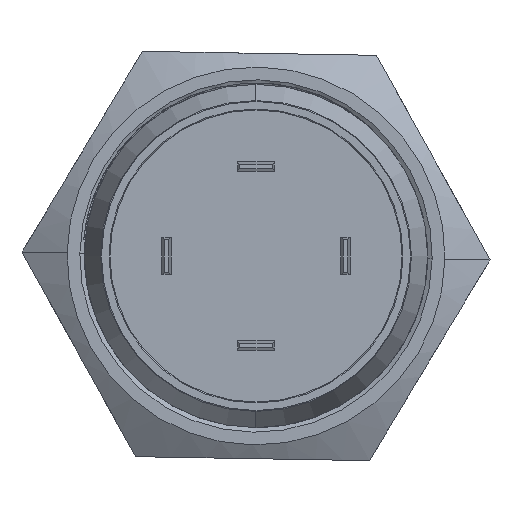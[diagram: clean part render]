
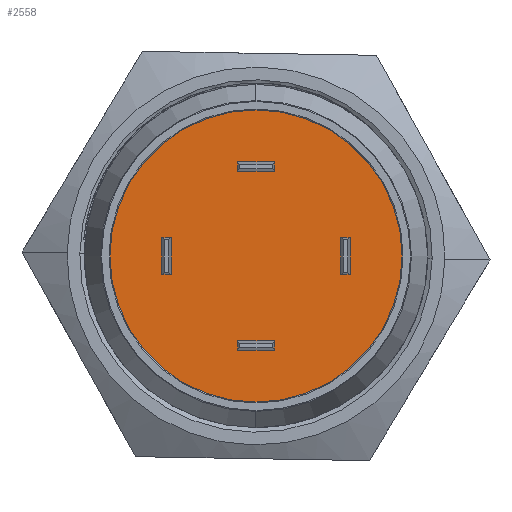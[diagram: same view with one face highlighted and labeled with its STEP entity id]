
A CAD part, front view. The second image highlights one B-rep face of the part: STEP entity #2558.
In plain terms, the highlighted planar face has unit normal (0, -1, 0).
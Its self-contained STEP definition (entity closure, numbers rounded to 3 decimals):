
#6 = LINE ( 'NONE', #7942, #6793 ) ;
#107 = CARTESIAN_POINT ( 'NONE',  ( -5.15, 0., 1. ) ) ;
#121 = LINE ( 'NONE', #3888, #409 ) ;
#255 = VERTEX_POINT ( 'NONE', #7214 ) ;
#271 = VERTEX_POINT ( 'NONE', #391 ) ;
#391 = CARTESIAN_POINT ( 'NONE',  ( 4.65, 0., -1. ) ) ;
#409 = VECTOR ( 'NONE', #3256, 1000. ) ;
#456 = DIRECTION ( 'NONE',  ( 0., -1., 0. ) ) ;
#468 = EDGE_CURVE ( 'NONE', #4634, #5362, #5713, .T. ) ;
#565 = VERTEX_POINT ( 'NONE', #1250 ) ;
#611 = CARTESIAN_POINT ( 'NONE',  ( -5.15, 0., -1. ) ) ;
#706 = ORIENTED_EDGE ( 'NONE', *, *, #2984, .T. ) ;
#711 = CARTESIAN_POINT ( 'NONE',  ( -4.65, 0., -1. ) ) ;
#796 = DIRECTION ( 'NONE',  ( -1., 0., 0. ) ) ;
#840 = EDGE_LOOP ( 'NONE', ( #4037, #3029, #7925, #4662 ) ) ;
#921 = ORIENTED_EDGE ( 'NONE', *, *, #468, .F. ) ;
#985 = AXIS2_PLACEMENT_3D ( 'NONE', #2778, #7102, #3394 ) ;
#1003 = CARTESIAN_POINT ( 'NONE',  ( 5.15, 0., 1. ) ) ;
#1039 = CARTESIAN_POINT ( 'NONE',  ( 1., 0., -5.15 ) ) ;
#1069 = DIRECTION ( 'NONE',  ( 1., 0., 0. ) ) ;
#1141 = DIRECTION ( 'NONE',  ( 0., 0., -1. ) ) ;
#1250 = CARTESIAN_POINT ( 'NONE',  ( -4.65, 0., 1. ) ) ;
#1346 = FACE_BOUND ( 'NONE', #4833, .T. ) ;
#1367 = CARTESIAN_POINT ( 'NONE',  ( 1., 0., -4.65 ) ) ;
#1464 = CARTESIAN_POINT ( 'NONE',  ( 1., 0., -5.15 ) ) ;
#1465 = VECTOR ( 'NONE', #5036, 1000. ) ;
#1518 = CARTESIAN_POINT ( 'NONE',  ( 5.15, 0., 1. ) ) ;
#1563 = LINE ( 'NONE', #7830, #1757 ) ;
#1582 = EDGE_CURVE ( 'NONE', #3481, #3736, #7524, .T. ) ;
#1674 = ORIENTED_EDGE ( 'NONE', *, *, #2019, .T. ) ;
#1713 = AXIS2_PLACEMENT_3D ( 'NONE', #6666, #456, #6644 ) ;
#1722 = VECTOR ( 'NONE', #2630, 1000. ) ;
#1757 = VECTOR ( 'NONE', #7865, 1000. ) ;
#1803 = CARTESIAN_POINT ( 'NONE',  ( -5.15, 0., -1. ) ) ;
#1823 = DIRECTION ( 'NONE',  ( 1., 0., 0. ) ) ;
#1880 = CARTESIAN_POINT ( 'NONE',  ( 5.15, 0., -1. ) ) ;
#2019 = EDGE_CURVE ( 'NONE', #3589, #7723, #2634, .T. ) ;
#2094 = CIRCLE ( 'NONE', #3966, 8. ) ;
#2139 = VERTEX_POINT ( 'NONE', #1003 ) ;
#2171 = FACE_BOUND ( 'NONE', #840, .T. ) ;
#2350 = LINE ( 'NONE', #1464, #7271 ) ;
#2394 = CARTESIAN_POINT ( 'NONE',  ( 1., 0., -4.65 ) ) ;
#2558 = ADVANCED_FACE ( 'NONE', ( #6953, #1346, #2171, #7399 ), #3453, .T. ) ;
#2630 = DIRECTION ( 'NONE',  ( -1., 0., 0. ) ) ;
#2634 = CIRCLE ( 'NONE', #1713, 8. ) ;
#2666 = DIRECTION ( 'NONE',  ( 0., 0., 1. ) ) ;
#2760 = DIRECTION ( 'NONE',  ( 0., -1., 0. ) ) ;
#2778 = CARTESIAN_POINT ( 'NONE',  ( 8., 0., 0. ) ) ;
#2825 = LINE ( 'NONE', #1039, #3996 ) ;
#2979 = LINE ( 'NONE', #5504, #7526 ) ;
#2984 = EDGE_CURVE ( 'NONE', #7723, #3589, #2094, .T. ) ;
#3016 = CARTESIAN_POINT ( 'NONE',  ( 0., 0., -8. ) ) ;
#3029 = ORIENTED_EDGE ( 'NONE', *, *, #7972, .F. ) ;
#3082 = CARTESIAN_POINT ( 'NONE',  ( -1., 0., -4.65 ) ) ;
#3256 = DIRECTION ( 'NONE',  ( 0., 0., -1. ) ) ;
#3334 = EDGE_CURVE ( 'NONE', #565, #4634, #3707, .T. ) ;
#3373 = DIRECTION ( 'NONE',  ( 0., 0., -1. ) ) ;
#3394 = DIRECTION ( 'NONE',  ( 0., 0., -1. ) ) ;
#3427 = VECTOR ( 'NONE', #5852, 1000. ) ;
#3440 = EDGE_CURVE ( 'NONE', #271, #7096, #2979, .T. ) ;
#3453 = PLANE ( 'NONE',  #985 ) ;
#3481 = VERTEX_POINT ( 'NONE', #2394 ) ;
#3583 = EDGE_LOOP ( 'NONE', ( #4465, #5072, #7087, #6479 ) ) ;
#3589 = VERTEX_POINT ( 'NONE', #5686 ) ;
#3707 = LINE ( 'NONE', #107, #3806 ) ;
#3736 = VERTEX_POINT ( 'NONE', #3082 ) ;
#3806 = VECTOR ( 'NONE', #796, 1000. ) ;
#3888 = CARTESIAN_POINT ( 'NONE',  ( 4.65, 0., 1. ) ) ;
#3966 = AXIS2_PLACEMENT_3D ( 'NONE', #7052, #2760, #3373 ) ;
#3996 = VECTOR ( 'NONE', #1069, 1000. ) ;
#4037 = ORIENTED_EDGE ( 'NONE', *, *, #1582, .F. ) ;
#4465 = ORIENTED_EDGE ( 'NONE', *, *, #6051, .F. ) ;
#4581 = ORIENTED_EDGE ( 'NONE', *, *, #6861, .F. ) ;
#4634 = VERTEX_POINT ( 'NONE', #7494 ) ;
#4662 = ORIENTED_EDGE ( 'NONE', *, *, #7008, .F. ) ;
#4690 = LINE ( 'NONE', #1518, #3427 ) ;
#4833 = EDGE_LOOP ( 'NONE', ( #4581, #6579, #921, #6553 ) ) ;
#4852 = LINE ( 'NONE', #6647, #5256 ) ;
#4934 = VECTOR ( 'NONE', #1141, 1000. ) ;
#5036 = DIRECTION ( 'NONE',  ( 0., 0., 1. ) ) ;
#5072 = ORIENTED_EDGE ( 'NONE', *, *, #6268, .F. ) ;
#5213 = EDGE_CURVE ( 'NONE', #5362, #255, #4852, .T. ) ;
#5256 = VECTOR ( 'NONE', #5429, 1000. ) ;
#5337 = VERTEX_POINT ( 'NONE', #6806 ) ;
#5362 = VERTEX_POINT ( 'NONE', #1803 ) ;
#5429 = DIRECTION ( 'NONE',  ( 1., 0., 0. ) ) ;
#5504 = CARTESIAN_POINT ( 'NONE',  ( 5.15, 0., -1. ) ) ;
#5686 = CARTESIAN_POINT ( 'NONE',  ( 0., 0., 8. ) ) ;
#5713 = LINE ( 'NONE', #611, #4934 ) ;
#5737 = EDGE_LOOP ( 'NONE', ( #706, #1674 ) ) ;
#5852 = DIRECTION ( 'NONE',  ( -1., 0., 0. ) ) ;
#6011 = VERTEX_POINT ( 'NONE', #6753 ) ;
#6036 = CARTESIAN_POINT ( 'NONE',  ( 4.65, 0., 1. ) ) ;
#6051 = EDGE_CURVE ( 'NONE', #6522, #271, #121, .T. ) ;
#6078 = DIRECTION ( 'NONE',  ( 0., 0., 1. ) ) ;
#6268 = EDGE_CURVE ( 'NONE', #2139, #6522, #4690, .T. ) ;
#6479 = ORIENTED_EDGE ( 'NONE', *, *, #3440, .F. ) ;
#6522 = VERTEX_POINT ( 'NONE', #6036 ) ;
#6553 = ORIENTED_EDGE ( 'NONE', *, *, #3334, .F. ) ;
#6579 = ORIENTED_EDGE ( 'NONE', *, *, #5213, .F. ) ;
#6644 = DIRECTION ( 'NONE',  ( 0., 0., -1. ) ) ;
#6647 = CARTESIAN_POINT ( 'NONE',  ( -5.15, 0., -1. ) ) ;
#6666 = CARTESIAN_POINT ( 'NONE',  ( 0., 0., 0. ) ) ;
#6753 = CARTESIAN_POINT ( 'NONE',  ( -1., 0., -5.15 ) ) ;
#6793 = VECTOR ( 'NONE', #6078, 1000. ) ;
#6806 = CARTESIAN_POINT ( 'NONE',  ( 1., 0., -5.15 ) ) ;
#6861 = EDGE_CURVE ( 'NONE', #255, #565, #7844, .T. ) ;
#6953 = FACE_OUTER_BOUND ( 'NONE', #5737, .T. ) ;
#6989 = EDGE_CURVE ( 'NONE', #7096, #2139, #6, .T. ) ;
#7008 = EDGE_CURVE ( 'NONE', #3736, #6011, #1563, .T. ) ;
#7052 = CARTESIAN_POINT ( 'NONE',  ( 0., 0., 0. ) ) ;
#7068 = EDGE_CURVE ( 'NONE', #6011, #5337, #2825, .T. ) ;
#7087 = ORIENTED_EDGE ( 'NONE', *, *, #6989, .F. ) ;
#7096 = VERTEX_POINT ( 'NONE', #1880 ) ;
#7102 = DIRECTION ( 'NONE',  ( 0., -1., 0. ) ) ;
#7214 = CARTESIAN_POINT ( 'NONE',  ( -4.65, 0., -1. ) ) ;
#7271 = VECTOR ( 'NONE', #2666, 1000. ) ;
#7399 = FACE_BOUND ( 'NONE', #3583, .T. ) ;
#7494 = CARTESIAN_POINT ( 'NONE',  ( -5.15, 0., 1. ) ) ;
#7524 = LINE ( 'NONE', #1367, #1722 ) ;
#7526 = VECTOR ( 'NONE', #1823, 1000. ) ;
#7723 = VERTEX_POINT ( 'NONE', #3016 ) ;
#7830 = CARTESIAN_POINT ( 'NONE',  ( -1., 0., -5.15 ) ) ;
#7844 = LINE ( 'NONE', #711, #1465 ) ;
#7865 = DIRECTION ( 'NONE',  ( 0., 0., -1. ) ) ;
#7925 = ORIENTED_EDGE ( 'NONE', *, *, #7068, .F. ) ;
#7942 = CARTESIAN_POINT ( 'NONE',  ( 5.15, 0., 1. ) ) ;
#7972 = EDGE_CURVE ( 'NONE', #5337, #3481, #2350, .T. ) ;
